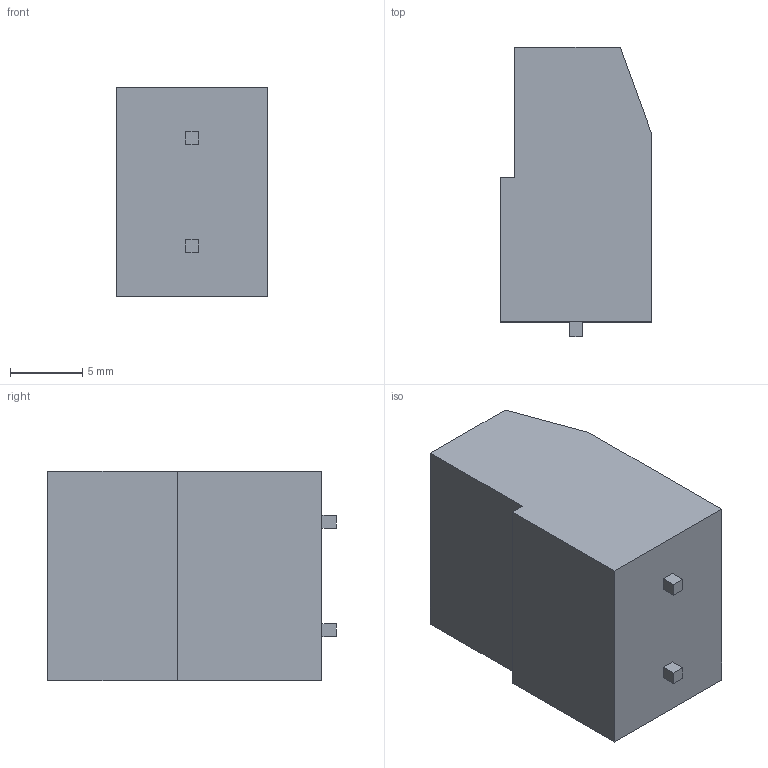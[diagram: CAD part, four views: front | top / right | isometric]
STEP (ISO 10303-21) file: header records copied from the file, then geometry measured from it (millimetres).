
FILE_DESCRIPTION (( 'STEP AP214' ), '1' );
FILE_NAME ('PK 7402.STEP', '2013-01-29T09:13:03', ( 'Master' ), ( '' ), 'SwSTEP 2.0', 'SolidWorks 2010', '' );
FILE_SCHEMA (( 'AUTOMOTIVE_DESIGN' ));
Length unit declared in the file: millimetre
Products named in the file (1): PK 7402
Bounding box: 10.5 x 20 x 14.5 mm (x, y, z)
Volume: 2534.7 mm3; surface area: 1340.3 mm2
Topology: 1 solids, 1 shells, 57 faces, 133 edges, 86 vertices
Faces by surface type: plane 49, cylinder 8
Entity records: 1641 total; most frequent: CARTESIAN_POINT 277, DIRECTION 273, ORIENTED_EDGE 266, EDGE_CURVE 133, LINE 109, VECTOR 109, VERTEX_POINT 86, AXIS2_PLACEMENT_3D 82
